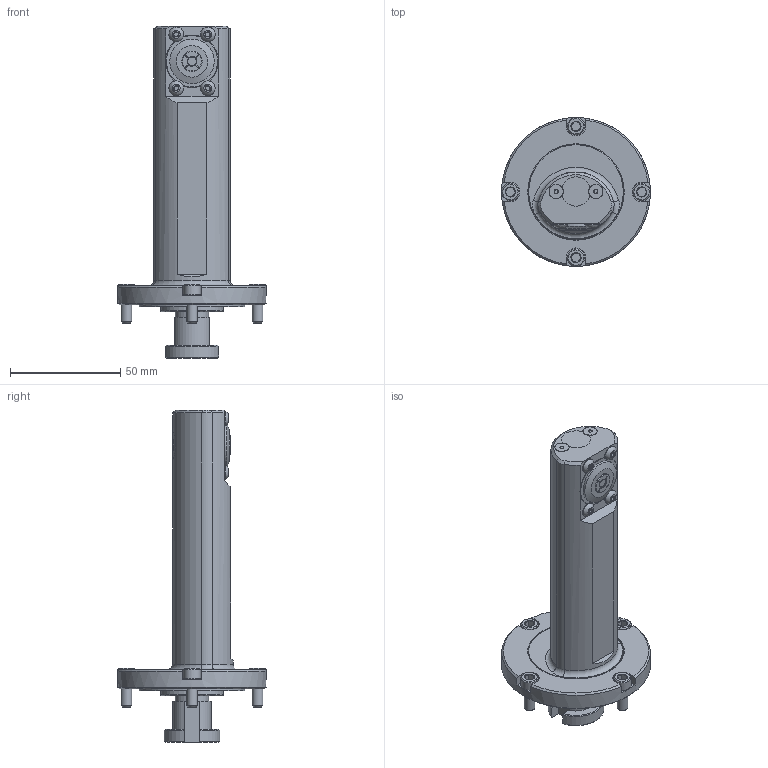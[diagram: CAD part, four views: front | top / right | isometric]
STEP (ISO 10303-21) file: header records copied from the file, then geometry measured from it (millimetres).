
FILE_DESCRIPTION(/* description */ (''),/* implementation_level */ '2;1');
FILE_NAME(/* name */ 'S2TDSTEL_Defeatured.stp',/* time_stamp */ '2019-04-30T12:16:57-04:00',/* author */ ('CBaker'),/* organization */ (''),/* preprocessor_version */ 'ST-DEVELOPER v17.2',/* originating_system */ 'Autodesk Inventor 2019',/* authorisation */ '');
FILE_SCHEMA (('AUTOMOTIVE_DESIGN { 1 0 10303 214 3 1 1 }'));
Length unit declared in the file: inch
Products named in the file (1): S2TDSTEL_Defeatured
Bounding box: 67.44 x 67.44 x 150.39 mm (x, y, z)
Volume: 121965.7 mm3; surface area: 26249.3 mm2
Topology: 1 solids, 1 shells, 301 faces, 643 edges, 384 vertices
Faces by surface type: plane 141, cone 99, cylinder 49, torus 8, sphere 4
Full cylindrical faces by diameter (mm): 3.505 x4, 4.826 x4, 6.477 x2, 6.655 x4, 7.925 x4, 15.062 x1, 20.193 x1, 28.575 x1, 42.85 x1, 43.688 x1, 47.625 x1, 48.412 x1, 67.437 x1
Entity records: 8813 total; most frequent: CARTESIAN_POINT 2021, DIRECTION 1408, ORIENTED_EDGE 1286, EDGE_CURVE 643, AXIS2_PLACEMENT_3D 567, VERTEX_POINT 384, EDGE_LOOP 349, STYLED_ITEM 302
